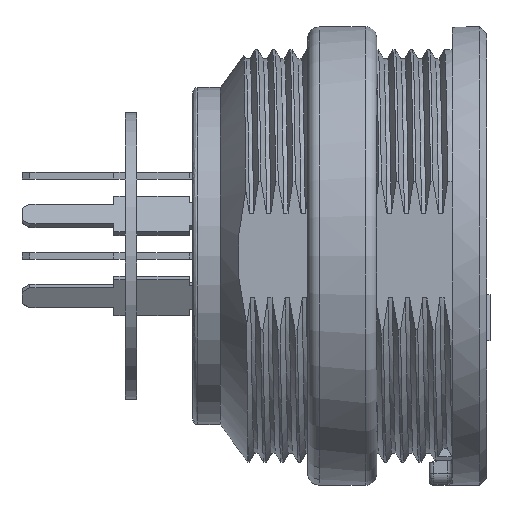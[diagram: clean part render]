
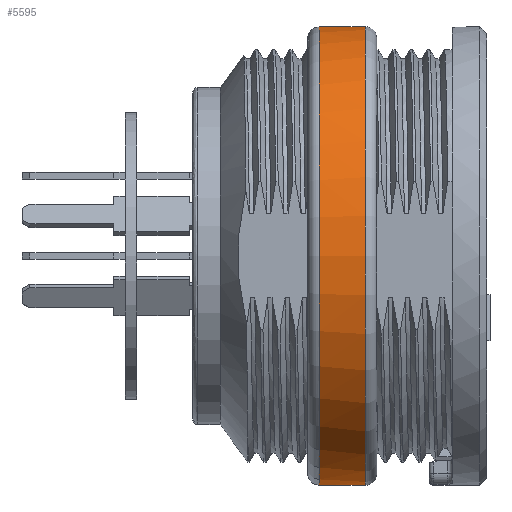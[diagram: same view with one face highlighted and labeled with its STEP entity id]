
A CAD part, top view. The second image highlights one B-rep face of the part: STEP entity #5595.
In plain terms, the highlighted cylindrical face has radius 10 mm (diameter 20 mm), a full revolution.
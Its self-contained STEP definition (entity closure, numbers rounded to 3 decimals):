
#4865=FACE_BOUND('',#6902,.T.);
#4866=FACE_BOUND('',#6903,.T.);
#5595=ADVANCED_FACE('',(#4865,#4866),#5816,.T.);
#5816=CYLINDRICAL_SURFACE('',#15880,10.);
#6902=EDGE_LOOP('',(#9678));
#6903=EDGE_LOOP('',(#9679,#9680,#9681,#9682,#9683,#9684,#9685,#9686));
#7264=CIRCLE('',#15875,10.);
#7265=CIRCLE('',#15876,10.);
#7266=CIRCLE('',#15877,10.);
#7267=CIRCLE('',#15878,10.);
#7268=CIRCLE('',#15879,10.);
#9678=ORIENTED_EDGE('',*,*,#12927,.F.);
#9679=ORIENTED_EDGE('',*,*,#12928,.F.);
#9680=ORIENTED_EDGE('',*,*,#12929,.T.);
#9681=ORIENTED_EDGE('',*,*,#12930,.T.);
#9682=ORIENTED_EDGE('',*,*,#12931,.T.);
#9683=ORIENTED_EDGE('',*,*,#12932,.F.);
#9684=ORIENTED_EDGE('',*,*,#12933,.T.);
#9685=ORIENTED_EDGE('',*,*,#12934,.T.);
#9686=ORIENTED_EDGE('',*,*,#12935,.T.);
#11439=VERTEX_POINT('',#22191);
#11440=VERTEX_POINT('',#22193);
#11441=VERTEX_POINT('',#22194);
#11442=VERTEX_POINT('',#22196);
#11443=VERTEX_POINT('',#22198);
#11444=VERTEX_POINT('',#22200);
#11445=VERTEX_POINT('',#22202);
#11446=VERTEX_POINT('',#22204);
#11447=VERTEX_POINT('',#22206);
#12927=EDGE_CURVE('',#11439,#11439,#7264,.T.);
#12928=EDGE_CURVE('',#11440,#11441,#14251,.T.);
#12929=EDGE_CURVE('',#11440,#11442,#7265,.T.);
#12930=EDGE_CURVE('',#11442,#11443,#14252,.T.);
#12931=EDGE_CURVE('',#11443,#11444,#7266,.T.);
#12932=EDGE_CURVE('',#11445,#11444,#14253,.T.);
#12933=EDGE_CURVE('',#11445,#11446,#7267,.T.);
#12934=EDGE_CURVE('',#11446,#11447,#14254,.T.);
#12935=EDGE_CURVE('',#11447,#11441,#7268,.T.);
#14251=LINE('',#22192,#15268);
#14252=LINE('',#22197,#15269);
#14253=LINE('',#22201,#15270);
#14254=LINE('',#22205,#15271);
#15268=VECTOR('',#17854,1.);
#15269=VECTOR('',#17857,1.);
#15270=VECTOR('',#17860,1.);
#15271=VECTOR('',#17863,1.);
#15875=AXIS2_PLACEMENT_3D('',#22190,#17852,#17853);
#15876=AXIS2_PLACEMENT_3D('',#22195,#17855,#17856);
#15877=AXIS2_PLACEMENT_3D('',#22199,#17858,#17859);
#15878=AXIS2_PLACEMENT_3D('',#22203,#17861,#17862);
#15879=AXIS2_PLACEMENT_3D('',#22207,#17864,#17865);
#15880=AXIS2_PLACEMENT_3D('',#22208,#17866,#17867);
#17852=DIRECTION('',(1.,0.,0.));
#17853=DIRECTION('',(0.,1.,0.));
#17854=DIRECTION('',(-1.,0.,0.));
#17855=DIRECTION('',(1.,0.,0.));
#17856=DIRECTION('',(0.,1.,0.));
#17857=DIRECTION('',(-1.,0.,0.));
#17858=DIRECTION('',(1.,0.,0.));
#17859=DIRECTION('',(0.,1.,0.));
#17860=DIRECTION('',(-1.,0.,0.));
#17861=DIRECTION('',(1.,0.,0.));
#17862=DIRECTION('',(0.,1.,0.));
#17863=DIRECTION('',(-1.,0.,0.));
#17864=DIRECTION('',(1.,0.,0.));
#17865=DIRECTION('',(0.,1.,0.));
#17866=DIRECTION('',(1.,0.,0.));
#17867=DIRECTION('',(0.,1.,0.));
#22190=CARTESIAN_POINT('',(2.859,0.,0.));
#22191=CARTESIAN_POINT('',(2.859,10.,0.));
#22192=CARTESIAN_POINT('',(1.359,9.982,-0.6));
#22193=CARTESIAN_POINT('',(1.359,9.982,-0.6));
#22194=CARTESIAN_POINT('',(0.859,9.982,-0.6));
#22195=CARTESIAN_POINT('',(1.359,0.,0.));
#22196=CARTESIAN_POINT('',(1.359,9.982,0.6));
#22197=CARTESIAN_POINT('',(3.359,9.982,0.6));
#22198=CARTESIAN_POINT('',(0.859,9.982,0.6));
#22199=CARTESIAN_POINT('',(0.859,0.,0.));
#22200=CARTESIAN_POINT('',(0.859,-9.982,0.6));
#22201=CARTESIAN_POINT('',(1.359,-9.982,0.6));
#22202=CARTESIAN_POINT('',(1.359,-9.982,0.6));
#22203=CARTESIAN_POINT('',(1.359,0.,0.));
#22204=CARTESIAN_POINT('',(1.359,-9.982,-0.6));
#22205=CARTESIAN_POINT('',(1.359,-9.982,-0.6));
#22206=CARTESIAN_POINT('',(0.859,-9.982,-0.6));
#22207=CARTESIAN_POINT('',(0.859,0.,0.));
#22208=CARTESIAN_POINT('',(3.359,0.,0.));
